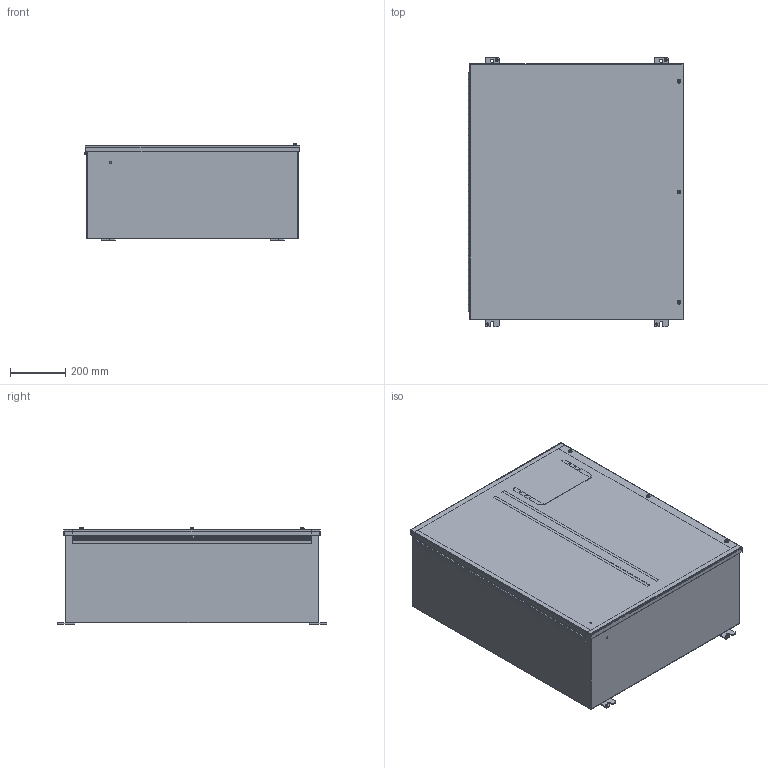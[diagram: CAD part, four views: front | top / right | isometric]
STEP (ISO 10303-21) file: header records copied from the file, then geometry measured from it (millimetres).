
FILE_DESCRIPTION (( 'STEP AP203' ), '1' );
FILE_NAME ('1418JM13_Default.step', '2019-10-31T18:03:50', ( '' ), ( '' ), 'SwSTEP 2.0', 'SolidWorks 2018', '' );
FILE_SCHEMA (( 'CONFIG_CONTROL_DESIGN' ));
Length unit declared in the file: inch
Products named in the file (1): 1418JM13_Default
Bounding box: 777.33 x 971.55 x 348.51 mm (x, y, z)
Volume: 7465514 mm3; surface area: 7452101.3 mm2
Topology: 48 solids, 48 shells, 1273 faces, 3263 edges, 2118 vertices
Faces by surface type: plane 752, cylinder 459, bspline 44, cone 18
Entity records: 39152 total; most frequent: CARTESIAN_POINT 7547, DIRECTION 6623, ORIENTED_EDGE 6522, EDGE_CURVE 3261, VECTOR 2219, LINE 2219, AXIS2_PLACEMENT_3D 2202, VERTEX_POINT 2118
